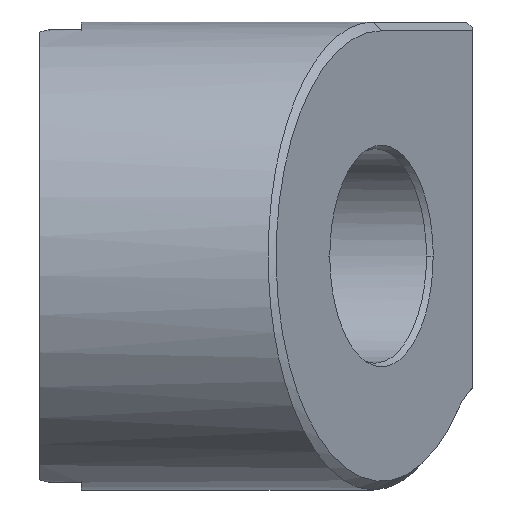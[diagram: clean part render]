
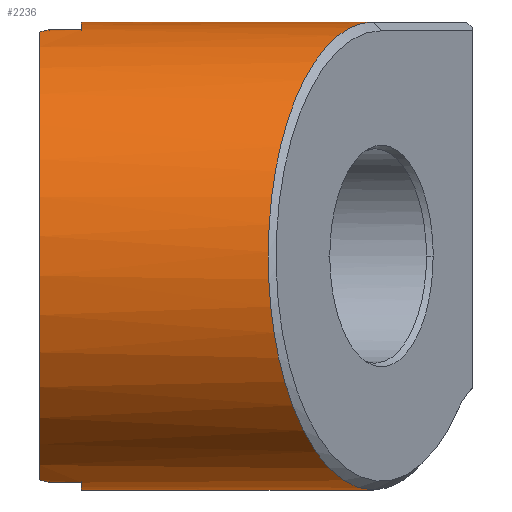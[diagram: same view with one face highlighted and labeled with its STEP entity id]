
A CAD part, left-side view. The second image highlights one B-rep face of the part: STEP entity #2236.
In plain terms, the highlighted cylindrical face has radius 12 mm (diameter 24 mm), a partial arc.
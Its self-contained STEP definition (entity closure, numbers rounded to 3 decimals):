
#838=EDGE_CURVE('NONE',#1914,#1554,#2387,.T.);
#926=VERTEX_POINT('NONE',#2481);
#1218=VERTEX_POINT('NONE',#2806);
#1246=EDGE_CURVE('NONE',#1218,#1536,#2836,.F.);
#1272=VERTEX_POINT('NONE',#2863);
#1310=EDGE_CURVE('NONE',#1554,#926,#2902,.F.);
#1328=VERTEX_POINT('NONE',#2924);
#1348=VERTEX_POINT('NONE',#2946);
#1388=VERTEX_POINT('NONE',#2990);
#1480=EDGE_CURVE('',#1348,#1914,#3095,.T.);
#1488=EDGE_CURVE('NONE',#1970,#1328,#3105,.F.);
#1536=VERTEX_POINT('NONE',#3156);
#1554=VERTEX_POINT('NONE',#3178);
#1612=VERTEX_POINT('NONE',#3238);
#1648=EDGE_CURVE('NONE',#926,#1388,#3275,.T.);
#1814=EDGE_CURVE('NONE',#1272,#1218,#3455,.T.);
#1914=VERTEX_POINT('',#3567);
#1970=VERTEX_POINT('NONE',#3629);
#1994=EDGE_CURVE('NONE',#1612,#1348,#3654,.F.);
#2086=EDGE_CURVE('NONE',#1388,#1970,#3762,.F.);
#2116=EDGE_CURVE('NONE',#1328,#1272,#3794,.F.);
#2212=EDGE_CURVE('NONE',#1536,#1612,#3897,.F.);
#2236=ADVANCED_FACE('Fl�che4',(#3924),#3925,.T.);
#2387=B_SPLINE_CURVE_WITH_KNOTS('',3,(#4120,#4121,#4122,#4123,#4124,#4125,#4126,#4127,#4128,#4129,#4130,#4131,#4132,#4133,#4134,#4135,#4136,#4137,#4138,#4139,#4140,#4141,#4142,#4143,#4144,#4145,#4146,#4147,#4148,#4149,#4150,#4151,#4152,#4153,#4154,#4155,#4156,#4157,#4158,#4159),.UNSPECIFIED.,.F.,.F.,(4,2,2,2,2,2,2,2,2,2,2,2,2,2,2,2,2,2,2,4),(-51.111,-46.634,-42.451,-38.263,-32.279,-30.043,-24.547,-22.487,-18.762,-15.969,-10.331,-8.943,-2.855,-0.549,-0.491,-0.428,-0.326,-0.251,-0.139,-0.0),.UNSPECIFIED.);
#2481=CARTESIAN_POINT('',(0.0,-8.75,12.0));
#2806=CARTESIAN_POINT('',(-3.5,0.0,-11.478));
#2836=ELLIPSE('',#4994,16.971,12.0);
#2863=CARTESIAN_POINT('',(-3.5,0.,11.478));
#2902=LINE('',#5092,#5093);
#2924=CARTESIAN_POINT('',(-3.0,-0.5,11.619));
#2946=CARTESIAN_POINT('',(0.,-2.15,-12.0));
#2990=CARTESIAN_POINT('',(0.0,-2.15,12.0));
#3095=LINE('',#5356,#5357);
#3105=LINE('',#5370,#5371);
#3156=CARTESIAN_POINT('',(-3.0,-0.5,-11.619));
#3178=CARTESIAN_POINT('',(0.0,-17.114,12.0));
#3238=CARTESIAN_POINT('',(-3.0,-2.15,-11.619));
#3275=LINE('',#5718,#5719);
#3455=CIRCLE('',#6069,12.0);
#3567=CARTESIAN_POINT('',(0.,-17.115,-12.0));
#3629=CARTESIAN_POINT('',(-3.0,-2.15,11.619));
#3654=CIRCLE('',#6425,12.0);
#3762=CIRCLE('',#6607,12.0);
#3794=ELLIPSE('',#6691,16.971,12.0);
#3897=LINE('',#6901,#6902);
#3924=FACE_OUTER_BOUND('',#6945,.T.);
#3925=CYLINDRICAL_SURFACE('',#6946,12.0);
#4120=CARTESIAN_POINT('',(1.673,-17.865,-11.883));
#4121=CARTESIAN_POINT('',(0.608,-17.387,-12.033));
#4122=CARTESIAN_POINT('',(-0.473,-16.904,-12.039));
#4123=CARTESIAN_POINT('',(-2.537,-15.978,-11.772));
#4124=CARTESIAN_POINT('',(-3.52,-15.534,-11.517));
#4125=CARTESIAN_POINT('',(-5.407,-14.685,-10.761));
#4126=CARTESIAN_POINT('',(-6.308,-14.282,-10.261));
#4127=CARTESIAN_POINT('',(-8.332,-13.375,-8.762));
#4128=CARTESIAN_POINT('',(-9.372,-12.904,-7.65));
#4129=CARTESIAN_POINT('',(-10.487,-12.406,-5.86));
#4130=CARTESIAN_POINT('',(-10.757,-12.285,-5.35));
#4131=CARTESIAN_POINT('',(-11.563,-11.924,-3.513));
#4132=CARTESIAN_POINT('',(-11.902,-11.769,-2.106));
#4133=CARTESIAN_POINT('',(-12.012,-11.721,-0.116));
#4134=CARTESIAN_POINT('',(-12.005,-11.725,0.428));
#4135=CARTESIAN_POINT('',(-11.882,-11.781,1.948));
#4136=CARTESIAN_POINT('',(-11.683,-11.868,2.908));
#4137=CARTESIAN_POINT('',(-11.139,-12.112,4.523));
#4138=CARTESIAN_POINT('',(-10.845,-12.245,5.187));
#4139=CARTESIAN_POINT('',(-9.79,-12.72,7.09));
#4140=CARTESIAN_POINT('',(-8.821,-13.152,8.292));
#4141=CARTESIAN_POINT('',(-7.269,-13.85,9.556));
#4142=CARTESIAN_POINT('',(-6.952,-13.992,9.789));
#4143=CARTESIAN_POINT('',(-5.192,-14.785,10.954));
#4144=CARTESIAN_POINT('',(-3.588,-15.502,11.574));
#4145=CARTESIAN_POINT('',(-1.297,-16.532,11.947));
#4146=CARTESIAN_POINT('',(-0.661,-16.819,11.999));
#4147=CARTESIAN_POINT('',(-0.008,-17.111,12.));
#4148=CARTESIAN_POINT('',(0.009,-17.118,12.));
#4149=CARTESIAN_POINT('',(0.046,-17.135,12.));
#4150=CARTESIAN_POINT('',(0.065,-17.144,12.));
#4151=CARTESIAN_POINT('',(0.115,-17.166,11.999));
#4152=CARTESIAN_POINT('',(0.146,-17.181,11.999));
#4153=CARTESIAN_POINT('',(0.199,-17.205,11.998));
#4154=CARTESIAN_POINT('',(0.222,-17.216,11.998));
#4155=CARTESIAN_POINT('',(0.278,-17.242,11.997));
#4156=CARTESIAN_POINT('',(0.311,-17.258,11.996));
#4157=CARTESIAN_POINT('',(0.387,-17.295,11.994));
#4158=CARTESIAN_POINT('',(0.429,-17.315,11.992));
#4159=CARTESIAN_POINT('',(0.47,-17.335,11.991));
#4994=AXIS2_PLACEMENT_3D('',#7689,#7690,#7691);
#5092=CARTESIAN_POINT('',(0.0,-11.17,12.0));
#5093=VECTOR('',#7744,1.0);
#5356=CARTESIAN_POINT('',(0.,-11.17,-12.0));
#5357=VECTOR('',#7965,1.0);
#5370=CARTESIAN_POINT('',(-3.0,-11.17,11.619));
#5371=VECTOR('',#7975,1.0);
#5718=CARTESIAN_POINT('',(0.0,-11.17,12.0));
#5719=VECTOR('',#8104,1000.0);
#6069=AXIS2_PLACEMENT_3D('',#8278,#8279,#8280);
#6425=AXIS2_PLACEMENT_3D('',#8503,#8504,#8505);
#6607=AXIS2_PLACEMENT_3D('',#8669,#8670,#8671);
#6691=AXIS2_PLACEMENT_3D('',#8691,#8692,#8693);
#6901=CARTESIAN_POINT('',(-3.0,-11.17,-11.619));
#6902=VECTOR('',#8783,1.0);
#6945=EDGE_LOOP('',(#8818,#8819,#8820,#8821,#8822,#8823,#8824,#8825,#8826,#8827,#8828));
#6946=AXIS2_PLACEMENT_3D('',#8829,#8830,#8831);
#7689=CARTESIAN_POINT('',(0.0,-3.5,0.0));
#7690=DIRECTION('',(0.707,0.707,0.0));
#7691=DIRECTION('',(-0.707,0.707,-0.0));
#7744=DIRECTION('',(0.0,-1.0,0.0));
#7965=DIRECTION('',(0.0,-1.0,0.0));
#7975=DIRECTION('',(0.0,-1.0,0.0));
#8104=DIRECTION('',(-0.0,1.0,0.0));
#8278=CARTESIAN_POINT('',(0.0,0.0,0.0));
#8279=DIRECTION('',(0.0,-1.0,0.0));
#8280=DIRECTION('',(0.0,0.0,1.0));
#8503=CARTESIAN_POINT('',(0.0,-2.15,0.0));
#8504=DIRECTION('',(0.0,1.0,0.0));
#8505=DIRECTION('',(0.0,0.0,1.0));
#8669=CARTESIAN_POINT('',(0.0,-2.15,0.0));
#8670=DIRECTION('',(0.0,1.0,0.0));
#8671=DIRECTION('',(0.0,0.0,1.0));
#8691=CARTESIAN_POINT('',(0.0,-3.5,0.0));
#8692=DIRECTION('',(0.707,0.707,0.0));
#8693=DIRECTION('',(-0.707,0.707,-0.0));
#8783=DIRECTION('',(-0.0,1.0,0.0));
#8818=ORIENTED_EDGE('',*,*,#1480,.T.);
#8819=ORIENTED_EDGE('',*,*,#838,.T.);
#8820=ORIENTED_EDGE('',*,*,#1310,.T.);
#8821=ORIENTED_EDGE('',*,*,#1648,.T.);
#8822=ORIENTED_EDGE('',*,*,#2086,.T.);
#8823=ORIENTED_EDGE('',*,*,#1488,.T.);
#8824=ORIENTED_EDGE('',*,*,#2116,.T.);
#8825=ORIENTED_EDGE('',*,*,#1814,.T.);
#8826=ORIENTED_EDGE('',*,*,#1246,.T.);
#8827=ORIENTED_EDGE('',*,*,#2212,.T.);
#8828=ORIENTED_EDGE('',*,*,#1994,.T.);
#8829=CARTESIAN_POINT('',(0.0,-11.17,0.0));
#8830=DIRECTION('',(-0.0,1.0,-0.0));
#8831=DIRECTION('',(0.0,0.0,1.0));
